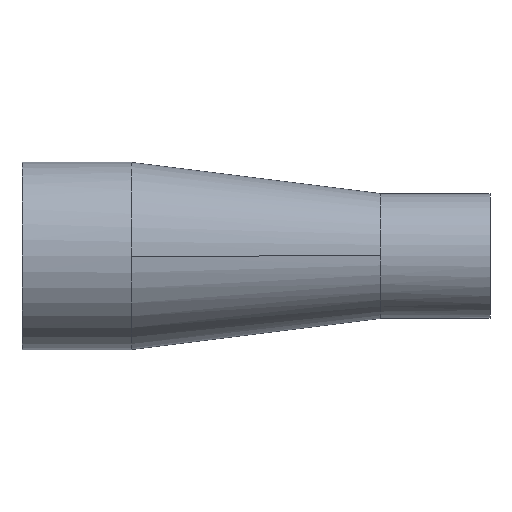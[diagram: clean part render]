
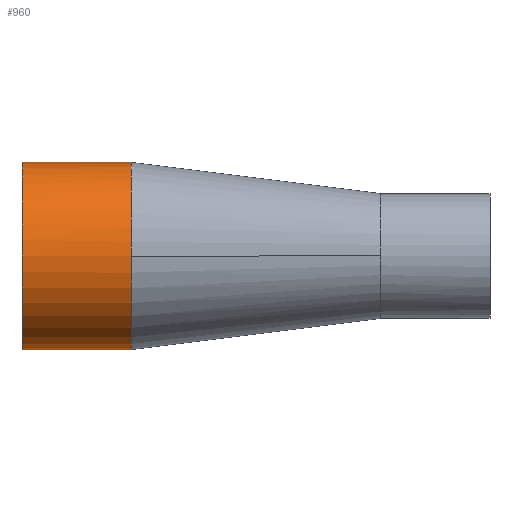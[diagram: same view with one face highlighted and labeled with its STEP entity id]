
A CAD part, left-side view. The second image highlights one B-rep face of the part: STEP entity #960.
In plain terms, the highlighted cylindrical face has radius 38.1 mm (diameter 76.2 mm), a partial arc.
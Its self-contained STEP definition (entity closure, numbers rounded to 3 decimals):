
#46 = LINE ( 'NONE', #772, #142 ) ;
#86 = VERTEX_POINT ( 'NONE', #267 ) ;
#125 = EDGE_LOOP ( 'NONE', ( #1114, #912, #1010, #358, #868 ) ) ;
#142 = VECTOR ( 'NONE', #854, 1000. ) ;
#159 = EDGE_CURVE ( 'NONE', #187, #382, #673, .T. ) ;
#166 = CARTESIAN_POINT ( 'NONE',  ( 12.7, 101.6, 0. ) ) ;
#173 = DIRECTION ( 'NONE',  ( 0., 1., 0. ) ) ;
#187 = VERTEX_POINT ( 'NONE', #628 ) ;
#226 = CIRCLE ( 'NONE', #999, 38.1 ) ;
#263 = CARTESIAN_POINT ( 'NONE',  ( 12.7, 101.6, 0. ) ) ;
#267 = CARTESIAN_POINT ( 'NONE',  ( 12.7, 101.6, -38.1 ) ) ;
#303 = AXIS2_PLACEMENT_3D ( 'NONE', #685, #767, #945 ) ;
#311 = EDGE_CURVE ( 'NONE', #1026, #382, #997, .T. ) ;
#345 = DIRECTION ( 'NONE',  ( 0., 0., 1. ) ) ;
#353 = CARTESIAN_POINT ( 'NONE',  ( 12.7, 146.05, 38.1 ) ) ;
#358 = ORIENTED_EDGE ( 'NONE', *, *, #1113, .T. ) ;
#382 = VERTEX_POINT ( 'NONE', #588 ) ;
#461 = VECTOR ( 'NONE', #541, 1000. ) ;
#541 = DIRECTION ( 'NONE',  ( 0., -1., 0. ) ) ;
#574 = CARTESIAN_POINT ( 'NONE',  ( -25.4, 101.6, -0.168 ) ) ;
#588 = CARTESIAN_POINT ( 'NONE',  ( 12.7, 101.6, 38.1 ) ) ;
#628 = CARTESIAN_POINT ( 'NONE',  ( 12.7, 146.05, 38.1 ) ) ;
#648 = VERTEX_POINT ( 'NONE', #883 ) ;
#673 = LINE ( 'NONE', #353, #461 ) ;
#685 = CARTESIAN_POINT ( 'NONE',  ( 12.7, 146.05, 0. ) ) ;
#700 = DIRECTION ( 'NONE',  ( 0., 0., 1. ) ) ;
#767 = DIRECTION ( 'NONE',  ( 0., -1., 0. ) ) ;
#772 = CARTESIAN_POINT ( 'NONE',  ( 12.7, 146.05, -38.1 ) ) ;
#790 = EDGE_CURVE ( 'NONE', #648, #187, #1033, .T. ) ;
#854 = DIRECTION ( 'NONE',  ( 0., -1., 0. ) ) ;
#862 = DIRECTION ( 'NONE',  ( 0., 1., 0. ) ) ;
#868 = ORIENTED_EDGE ( 'NONE', *, *, #311, .T. ) ;
#871 = CYLINDRICAL_SURFACE ( 'NONE', #303, 38.1 ) ;
#883 = CARTESIAN_POINT ( 'NONE',  ( 12.7, 146.05, -38.1 ) ) ;
#901 = FACE_OUTER_BOUND ( 'NONE', #125, .T. ) ;
#905 = DIRECTION ( 'NONE',  ( 0., 0., 1. ) ) ;
#912 = ORIENTED_EDGE ( 'NONE', *, *, #790, .F. ) ;
#945 = DIRECTION ( 'NONE',  ( 0., 0., -1. ) ) ;
#960 = ADVANCED_FACE ( 'NONE', ( #901 ), #871, .T. ) ;
#984 = DIRECTION ( 'NONE',  ( 0., 1., 0. ) ) ;
#990 = EDGE_CURVE ( 'NONE', #648, #86, #46, .T. ) ;
#997 = CIRCLE ( 'NONE', #1070, 38.1 ) ;
#999 = AXIS2_PLACEMENT_3D ( 'NONE', #166, #862, #345 ) ;
#1010 = ORIENTED_EDGE ( 'NONE', *, *, #990, .T. ) ;
#1026 = VERTEX_POINT ( 'NONE', #574 ) ;
#1033 = CIRCLE ( 'NONE', #1102, 38.1 ) ;
#1070 = AXIS2_PLACEMENT_3D ( 'NONE', #263, #173, #700 ) ;
#1076 = CARTESIAN_POINT ( 'NONE',  ( 12.7, 146.05, 0. ) ) ;
#1102 = AXIS2_PLACEMENT_3D ( 'NONE', #1076, #984, #905 ) ;
#1113 = EDGE_CURVE ( 'NONE', #86, #1026, #226, .T. ) ;
#1114 = ORIENTED_EDGE ( 'NONE', *, *, #159, .F. ) ;
